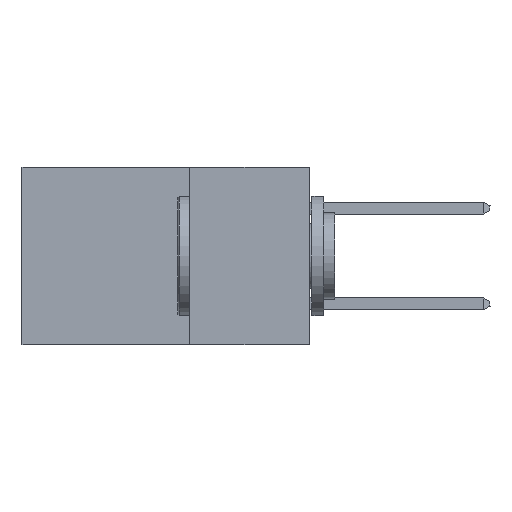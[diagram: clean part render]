
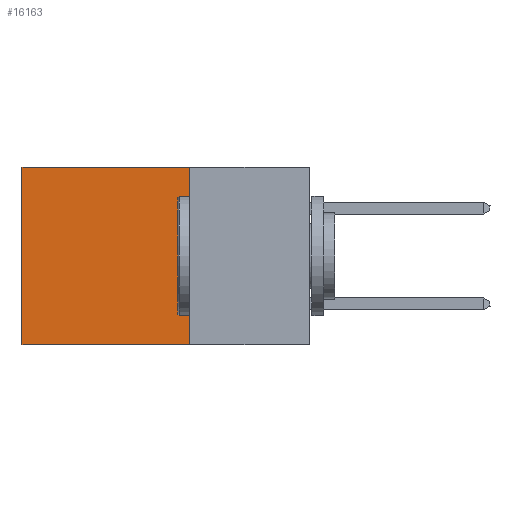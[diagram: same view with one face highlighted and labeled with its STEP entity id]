
A CAD part, left-side view. The second image highlights one B-rep face of the part: STEP entity #16163.
In plain terms, the highlighted planar face has unit normal (-1, 0, 0).
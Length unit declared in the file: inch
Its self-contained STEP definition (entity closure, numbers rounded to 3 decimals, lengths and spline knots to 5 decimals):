
#193 = DIRECTION ( 'NONE',  ( 0., 0., -1. ) ) ;
#371 = CARTESIAN_POINT ( 'NONE',  ( 0.2875, 0.25, 0. ) ) ;
#2300 = EDGE_LOOP ( 'NONE', ( #23668, #24968, #8265, #21349 ) ) ;
#2650 = LINE ( 'NONE', #15867, #18619 ) ;
#3842 = LINE ( 'NONE', #17175, #7990 ) ;
#4424 = EDGE_CURVE ( 'NONE', #13872, #11373, #3842, .T. ) ;
#6972 = EDGE_CURVE ( 'NONE', #11373, #8916, #22384, .T. ) ;
#7207 = CARTESIAN_POINT ( 'NONE',  ( 0.2875, 0.25, 0. ) ) ;
#7474 = FACE_OUTER_BOUND ( 'NONE', #2300, .T. ) ;
#7990 = VECTOR ( 'NONE', #13310, 39.37008 ) ;
#8017 = VERTEX_POINT ( 'NONE', #23410 ) ;
#8062 = DIRECTION ( 'NONE',  ( 1., 0., 0. ) ) ;
#8265 = ORIENTED_EDGE ( 'NONE', *, *, #11112, .F. ) ;
#8916 = VERTEX_POINT ( 'NONE', #20021 ) ;
#9737 = AXIS2_PLACEMENT_3D ( 'NONE', #23724, #8062, #21874 ) ;
#11112 = EDGE_CURVE ( 'NONE', #13872, #8017, #17588, .T. ) ;
#11373 = VERTEX_POINT ( 'NONE', #17771 ) ;
#12987 = VECTOR ( 'NONE', #21055, 39.37008 ) ;
#13310 = DIRECTION ( 'NONE',  ( 0., 1., 0. ) ) ;
#13872 = VERTEX_POINT ( 'NONE', #371 ) ;
#13955 = PLANE ( 'NONE',  #9737 ) ;
#14384 = CARTESIAN_POINT ( 'NONE',  ( 0.2875, 0.6, 0. ) ) ;
#15867 = CARTESIAN_POINT ( 'NONE',  ( 0.2875, 0.25, -0.37 ) ) ;
#16132 = EDGE_CURVE ( 'NONE', #8017, #8916, #2650, .T. ) ;
#16163 = ADVANCED_FACE ( 'NONE', ( #7474 ), #13955, .F. ) ;
#17175 = CARTESIAN_POINT ( 'NONE',  ( 0.2875, 0.25, 0. ) ) ;
#17588 = LINE ( 'NONE', #7207, #12987 ) ;
#17771 = CARTESIAN_POINT ( 'NONE',  ( 0.2875, 0.6, 0. ) ) ;
#18619 = VECTOR ( 'NONE', #21706, 39.37008 ) ;
#20021 = CARTESIAN_POINT ( 'NONE',  ( 0.2875, 0.6, -0.37 ) ) ;
#21055 = DIRECTION ( 'NONE',  ( 0., 0., -1. ) ) ;
#21349 = ORIENTED_EDGE ( 'NONE', *, *, #4424, .T. ) ;
#21706 = DIRECTION ( 'NONE',  ( 0., 1., 0. ) ) ;
#21874 = DIRECTION ( 'NONE',  ( 0., 0., -1. ) ) ;
#22384 = LINE ( 'NONE', #14384, #25700 ) ;
#23410 = CARTESIAN_POINT ( 'NONE',  ( 0.2875, 0.25, -0.37 ) ) ;
#23668 = ORIENTED_EDGE ( 'NONE', *, *, #6972, .T. ) ;
#23724 = CARTESIAN_POINT ( 'NONE',  ( 0.2875, 0.25, 0. ) ) ;
#24968 = ORIENTED_EDGE ( 'NONE', *, *, #16132, .F. ) ;
#25700 = VECTOR ( 'NONE', #193, 39.37008 ) ;
